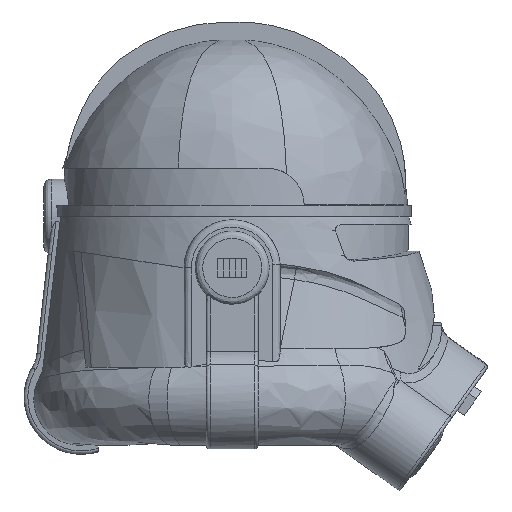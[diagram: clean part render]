
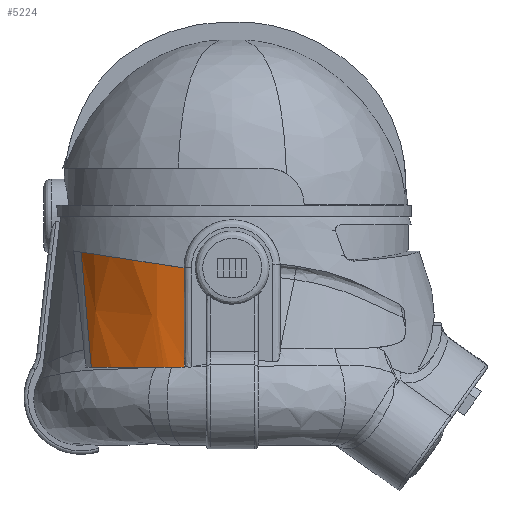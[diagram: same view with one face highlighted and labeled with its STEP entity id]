
A CAD part, left-side view. The second image highlights one B-rep face of the part: STEP entity #5224.
In plain terms, the highlighted free-form (B-spline) face has degree [3, 1] with [18, 2] control points.
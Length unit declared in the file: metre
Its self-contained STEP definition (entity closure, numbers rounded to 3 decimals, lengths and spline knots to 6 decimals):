
#165=CIRCLE('',#6021,0.036726);
#208=B_SPLINE_SURFACE_WITH_KNOTS('',3,1,((#16895,#16896),(#16897,#16898),
(#16899,#16900),(#16901,#16902),(#16903,#16904),(#16905,#16906),(#16907,
#16908),(#16909,#16910),(#16911,#16912),(#16913,#16914),(#16915,#16916),
(#16917,#16918),(#16919,#16920),(#16921,#16922),(#16923,#16924),(#16925,
#16926),(#16927,#16928),(#16929,#16930)),.RULED_SURF.,.F.,.F.,.F.,(4,2,
2,2,2,2,2,2,4),(2,2),(0.,0.153461,0.306922,0.460382,
0.613843,0.690714,0.767586,0.921328,
1.),(0.,0.97913),.UNSPECIFIED.);
#394=B_SPLINE_CURVE_WITH_KNOTS('',3,(#10558,#10559,#10560,#10561),
 .UNSPECIFIED.,.F.,.F.,(4,4),(0.201878,0.21626),
 .PIECEWISE_BEZIER_KNOTS.);
#395=B_SPLINE_CURVE_WITH_KNOTS('',3,(#10565,#10566,#10567,#10568,#10569,
#10570,#10571,#10572),.UNSPECIFIED.,.F.,.F.,(4,1,1,1,1,4),(0.,0.000741,
0.001112,0.001483,0.002224,0.002966),
 .UNSPECIFIED.);
#616=B_SPLINE_CURVE_WITH_KNOTS('',3,(#16559,#16560,#16561,#16562,#16563,
#16564,#16565,#16566,#16567,#16568,#16569,#16570),.UNSPECIFIED.,.F.,.F.,
(4,1,1,1,1,1,1,1,1,4),(0.,0.003824,0.007648,0.011472,
0.015296,0.022944,0.030592,0.03824,
0.045888,0.061185),.UNSPECIFIED.);
#1838=ORIENTED_EDGE('',*,*,#2544,.T.);
#1839=ORIENTED_EDGE('',*,*,#2874,.T.);
#1840=ORIENTED_EDGE('',*,*,#2886,.F.);
#1841=ORIENTED_EDGE('',*,*,#2573,.T.);
#1842=ORIENTED_EDGE('',*,*,#2572,.T.);
#1843=ORIENTED_EDGE('',*,*,#2571,.T.);
#1844=ORIENTED_EDGE('',*,*,#2553,.T.);
#2544=EDGE_CURVE('',#3265,#3266,#3636,.T.);
#2553=EDGE_CURVE('',#3272,#3265,#3643,.T.);
#2571=EDGE_CURVE('',#3285,#3272,#394,.T.);
#2572=EDGE_CURVE('',#3286,#3285,#165,.T.);
#2573=EDGE_CURVE('',#3284,#3286,#395,.T.);
#2874=EDGE_CURVE('',#3266,#3460,#616,.T.);
#2886=EDGE_CURVE('',#3284,#3460,#3724,.T.);
#3265=VERTEX_POINT('',#10455);
#3266=VERTEX_POINT('',#10456);
#3272=VERTEX_POINT('',#10480);
#3284=VERTEX_POINT('',#10552);
#3285=VERTEX_POINT('',#10562);
#3286=VERTEX_POINT('',#10564);
#3460=VERTEX_POINT('',#16558);
#3636=LINE('',#10454,#3953);
#3643=LINE('',#10479,#3960);
#3724=LINE('',#16931,#4041);
#3953=VECTOR('',#6452,1.);
#3960=VECTOR('',#6463,1.);
#4041=VECTOR('',#6690,1.);
#4368=EDGE_LOOP('',(#1838,#1839,#1840,#1841,#1842,#1843,#1844));
#4675=FACE_BOUND('',#4368,.T.);
#5224=ADVANCED_FACE('',(#4675),#208,.T.);
#6021=AXIS2_PLACEMENT_3D('',#10563,#6480,#6481);
#6452=DIRECTION('',(0.098,0.001,0.995));
#6463=DIRECTION('',(0.098,0.001,0.995));
#6480=DIRECTION('',(0.,0.,1.));
#6481=DIRECTION('',(1.,0.,0.));
#6690=DIRECTION('',(0.249,0.085,0.965));
#10454=CARTESIAN_POINT('',(-0.076365,0.022297,-0.075211));
#10455=CARTESIAN_POINT('',(-0.076047,0.022299,-0.071978));
#10456=CARTESIAN_POINT('',(-0.071836,0.022354,-0.029146));
#10479=CARTESIAN_POINT('',(-0.076365,0.022297,-0.075211));
#10480=CARTESIAN_POINT('',(-0.076365,0.022297,-0.075211));
#10552=CARTESIAN_POINT('',(-0.049663,0.065411,-0.075211));
#10558=CARTESIAN_POINT('',(-0.075006,0.027183,-0.075211));
#10559=CARTESIAN_POINT('',(-0.075495,0.025566,-0.075211));
#10560=CARTESIAN_POINT('',(-0.075948,0.023937,-0.075211));
#10561=CARTESIAN_POINT('',(-0.076365,0.022297,-0.075211));
#10562=CARTESIAN_POINT('',(-0.075006,0.027183,-0.075211));
#10563=CARTESIAN_POINT('',(-0.03991,0.016363,-0.075211));
#10564=CARTESIAN_POINT('',(-0.07213,0.033989,-0.075211));
#10565=CARTESIAN_POINT('',(-0.049663,0.065411,-0.075211));
#10566=CARTESIAN_POINT('',(-0.052022,0.063265,-0.075211));
#10567=CARTESIAN_POINT('',(-0.055324,0.059813,-0.075211));
#10568=CARTESIAN_POINT('',(-0.059337,0.054779,-0.075211));
#10569=CARTESIAN_POINT('',(-0.063097,0.049538,-0.075211));
#10570=CARTESIAN_POINT('',(-0.067396,0.042664,-0.075211));
#10571=CARTESIAN_POINT('',(-0.070563,0.036906,-0.075211));
#10572=CARTESIAN_POINT('',(-0.07213,0.033989,-0.075211));
#16558=CARTESIAN_POINT('',(-0.035855,0.07011,-0.021813));
#16559=CARTESIAN_POINT('',(-0.071835,0.022354,-0.029147));
#16560=CARTESIAN_POINT('',(-0.071469,0.023576,-0.028959));
#16561=CARTESIAN_POINT('',(-0.070756,0.026027,-0.028583));
#16562=CARTESIAN_POINT('',(-0.069462,0.029601,-0.028034));
#16563=CARTESIAN_POINT('',(-0.068,0.033097,-0.027497));
#16564=CARTESIAN_POINT('',(-0.065856,0.03767,-0.026794));
#16565=CARTESIAN_POINT('',(-0.062766,0.043193,-0.025946));
#16566=CARTESIAN_POINT('',(-0.058405,0.049539,-0.024972));
#16567=CARTESIAN_POINT('',(-0.053536,0.055463,-0.024062));
#16568=CARTESIAN_POINT('',(-0.046363,0.062829,-0.022931));
#16569=CARTESIAN_POINT('',(-0.04029,0.067475,-0.022217));
#16570=CARTESIAN_POINT('',(-0.035855,0.07011,-0.021813));
#16895=CARTESIAN_POINT('',(-0.049663,0.065411,-0.075211));
#16896=CARTESIAN_POINT('',(-0.035772,0.070138,-0.021492));
#16897=CARTESIAN_POINT('',(-0.052022,0.063265,-0.075211));
#16898=CARTESIAN_POINT('',(-0.037856,0.068892,-0.021492));
#16899=CARTESIAN_POINT('',(-0.054506,0.060687,-0.075211));
#16900=CARTESIAN_POINT('',(-0.039666,0.067669,-0.021492));
#16901=CARTESIAN_POINT('',(-0.059237,0.054976,-0.075211));
#16902=CARTESIAN_POINT('',(-0.043089,0.065151,-0.021492));
#16903=CARTESIAN_POINT('',(-0.061477,0.051866,-0.075211));
#16904=CARTESIAN_POINT('',(-0.0447,0.063856,-0.021492));
#16905=CARTESIAN_POINT('',(-0.06547,0.045783,-0.075211));
#16906=CARTESIAN_POINT('',(-0.047996,0.060967,-0.021492));
#16907=CARTESIAN_POINT('',(-0.067233,0.042806,-0.075211));
#16908=CARTESIAN_POINT('',(-0.049671,0.059382,-0.021492));
#16909=CARTESIAN_POINT('',(-0.070166,0.03764,-0.075211));
#16910=CARTESIAN_POINT('',(-0.05323,0.055647,-0.021492));
#16911=CARTESIAN_POINT('',(-0.071337,0.035452,-0.075211));
#16912=CARTESIAN_POINT('',(-0.055118,0.053494,-0.021492));
#16913=CARTESIAN_POINT('',(-0.072528,0.033256,-0.075211));
#16914=CARTESIAN_POINT('',(-0.058145,0.049518,-0.021492));
#16915=CARTESIAN_POINT('',(-0.07283,0.032656,-0.075211));
#16916=CARTESIAN_POINT('',(-0.059425,0.047747,-0.021492));
#16917=CARTESIAN_POINT('',(-0.073336,0.03159,-0.075211));
#16918=CARTESIAN_POINT('',(-0.062079,0.043623,-0.021492));
#16919=CARTESIAN_POINT('',(-0.073543,0.031124,-0.075211));
#16920=CARTESIAN_POINT('',(-0.063457,0.041257,-0.021492));
#16921=CARTESIAN_POINT('',(-0.074137,0.029718,-0.075211));
#16922=CARTESIAN_POINT('',(-0.06718,0.034019,-0.021492));
#16923=CARTESIAN_POINT('',(-0.074521,0.028774,-0.075211));
#16924=CARTESIAN_POINT('',(-0.069104,0.028976,-0.021492));
#16925=CARTESIAN_POINT('',(-0.075255,0.026369,-0.075211));
#16926=CARTESIAN_POINT('',(-0.070567,0.024194,-0.021492));
#16927=CARTESIAN_POINT('',(-0.075948,0.023938,-0.075211));
#16928=CARTESIAN_POINT('',(-0.070748,0.023506,-0.021492));
#16929=CARTESIAN_POINT('',(-0.076365,0.022297,-0.075211));
#16930=CARTESIAN_POINT('',(-0.071085,0.022353,-0.021492));
#16931=CARTESIAN_POINT('',(-0.042569,0.067825,-0.047779));
